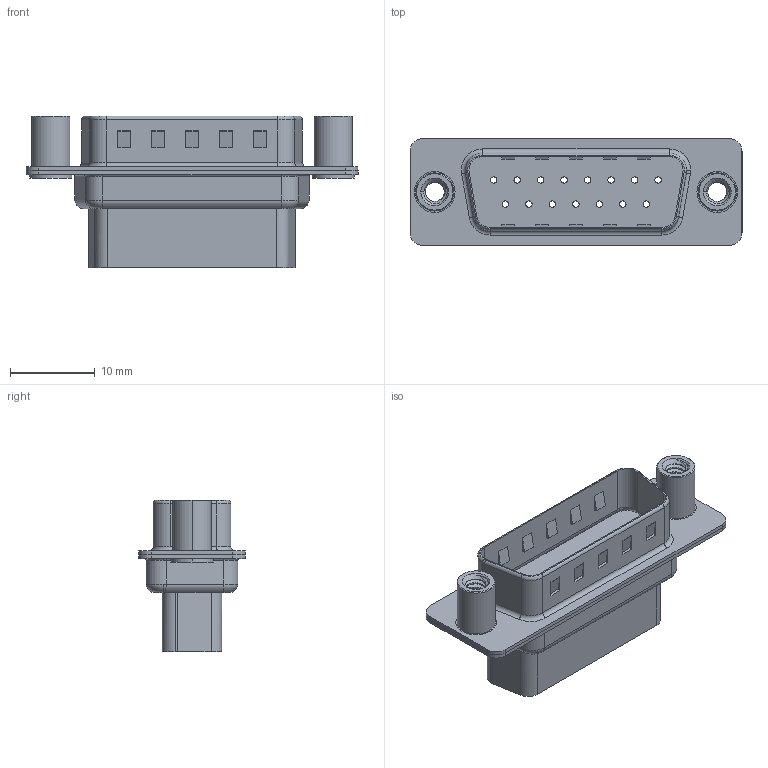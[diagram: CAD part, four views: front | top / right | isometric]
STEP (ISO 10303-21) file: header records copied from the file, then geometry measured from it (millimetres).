
FILE_DESCRIPTION (( 'STEP AP203' ), '1' );
FILE_NAME ('627-015-010-230.STEP', '2018-11-21T21:59:03', ( '' ), ( '' ), 'SwSTEP 2.0', 'SolidWorks 2016', '' );
FILE_SCHEMA (( 'CONFIG_CONTROL_DESIGN' ));
Length unit declared in the file: millimetre
Products named in the file (5): 627 Shell Rear_15 Contacts; 627 4-40 Threaded Standoff; 627-015-010-230; 627 Housing_15 HP; 627 Shell Front_15 Contacts
Assembly tree (5 placements, depth 2):
  627-015-010-230
    627 Housing_15 HP
    627 Shell Front_15 Contacts
    627 Shell Rear_15 Contacts
    627 4-40 Threaded Standoff  x2
Bounding box: 39.15 x 12.6 x 17.9 mm (x, y, z)
Volume: 2493.9 mm3; surface area: 4977.4 mm2
Topology: 5 solids, 5 shells, 494 faces, 1219 edges, 778 vertices
Faces by surface type: cylinder 251, plane 171, torus 50, cone 16, bspline 6
Entity records: 15459 total; most frequent: CARTESIAN_POINT 4059, DIRECTION 2386, ORIENTED_EDGE 2184, EDGE_CURVE 1092, AXIS2_PLACEMENT_3D 916, VERTEX_POINT 696, VECTOR 554, LINE 554
